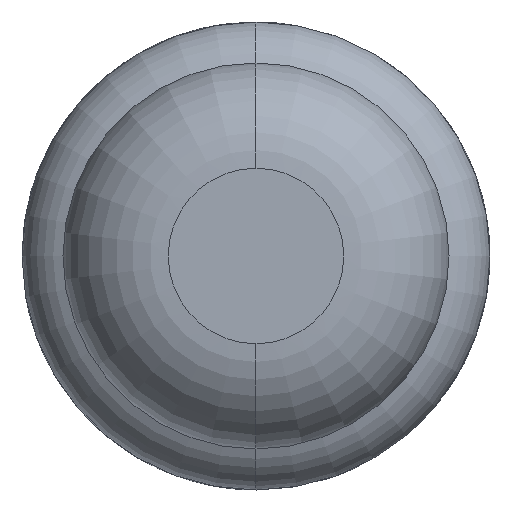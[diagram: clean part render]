
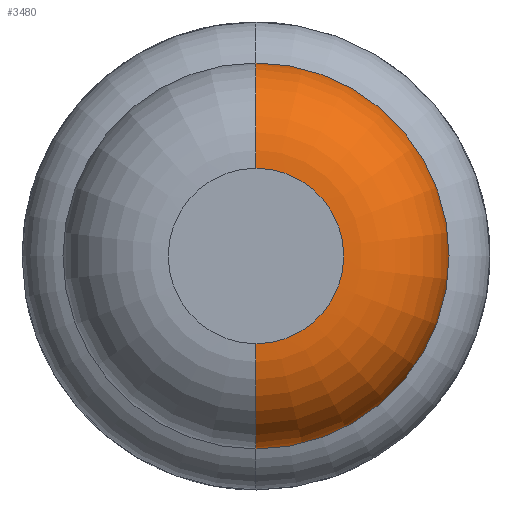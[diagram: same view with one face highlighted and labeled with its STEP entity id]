
A CAD part, front view. The second image highlights one B-rep face of the part: STEP entity #3480.
In plain terms, the highlighted toroidal (fillet/blend) face has major radius 0.375 mm and minor radius 0.45 mm.
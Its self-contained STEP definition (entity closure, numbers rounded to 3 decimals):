
#45 = EDGE_CURVE ( 'Defeature ausgef�hrt1_3+Defeature ausgef�hrt1_2+Defeature ausgef�hrt1_2+Defeature ausgef�hrt1_2', #2704, #1910, #3472, .T. ) ;
#169 = TOROIDAL_SURFACE ( 'NONE', #2327, 0.375, 0.45 ) ;
#233 = CARTESIAN_POINT ( 'NONE',  ( 0., -23.55, 0. ) ) ;
#479 = ORIENTED_EDGE ( 'NONE', *, *, #3666, .T. ) ;
#590 = CARTESIAN_POINT ( 'NONE',  ( 0., -23.55, 0. ) ) ;
#610 = ORIENTED_EDGE ( 'NONE', *, *, #1254, .F. ) ;
#723 = CARTESIAN_POINT ( 'NONE',  ( 0., -23.55, 0.825 ) ) ;
#1117 = CARTESIAN_POINT ( 'NONE',  ( 0., -24., 0.375 ) ) ;
#1249 = DIRECTION ( 'NONE',  ( -1., 0., 0. ) ) ;
#1254 = EDGE_CURVE ( 'NONE', #1945, #2704, #1969, .T. ) ;
#1295 = DIRECTION ( 'NONE',  ( 0., 0., 1. ) ) ;
#1445 = AXIS2_PLACEMENT_3D ( 'NONE', #4166, #3210, #1554 ) ;
#1450 = CARTESIAN_POINT ( 'NONE',  ( 0., -23.55, 0.375 ) ) ;
#1554 = DIRECTION ( 'NONE',  ( 0., 0., -1. ) ) ;
#1580 = DIRECTION ( 'NONE',  ( 0., 0., 1. ) ) ;
#1641 = CARTESIAN_POINT ( 'NONE',  ( 0., -24., -0.375 ) ) ;
#1833 = ORIENTED_EDGE ( 'NONE', *, *, #3939, .T. ) ;
#1844 = CIRCLE ( 'NONE', #1445, 0.45 ) ;
#1910 = VERTEX_POINT ( 'NONE', #2379 ) ;
#1945 = VERTEX_POINT ( 'NONE', #1117 ) ;
#1969 = CIRCLE ( 'NONE', #3453, 0.45 ) ;
#2219 = DIRECTION ( 'NONE',  ( 0., 1., 0. ) ) ;
#2327 = AXIS2_PLACEMENT_3D ( 'NONE', #590, #2900, #1580 ) ;
#2379 = CARTESIAN_POINT ( 'NONE',  ( 0., -23.55, -0.825 ) ) ;
#2456 = FACE_OUTER_BOUND ( 'NONE', #3652, .T. ) ;
#2532 = AXIS2_PLACEMENT_3D ( 'NONE', #233, #2219, #4220 ) ;
#2608 = DIRECTION ( 'NONE',  ( 0., 1., 0. ) ) ;
#2704 = VERTEX_POINT ( 'NONE', #723 ) ;
#2900 = DIRECTION ( 'NONE',  ( 0., 1., 0. ) ) ;
#3074 = VERTEX_POINT ( 'NONE', #1641 ) ;
#3210 = DIRECTION ( 'NONE',  ( 1., 0., 0. ) ) ;
#3453 = AXIS2_PLACEMENT_3D ( 'NONE', #1450, #1249, #3854 ) ;
#3472 = CIRCLE ( 'NONE', #2532, 0.825 ) ;
#3480 = ADVANCED_FACE ( 'Defeature ausgef�hrt1_2', ( #2456 ), #169, .T. ) ;
#3652 = EDGE_LOOP ( 'NONE', ( #479, #1833, #4329, #610 ) ) ;
#3666 = EDGE_CURVE ( 'Defeature ausgef�hrt1_2+Defeature ausgef�hrt1_1+Defeature ausgef�hrt1_1+Defeature ausgef�hrt1_1', #1945, #3074, #3977, .T. ) ;
#3854 = DIRECTION ( 'NONE',  ( 0., 0., 1. ) ) ;
#3895 = CARTESIAN_POINT ( 'NONE',  ( 0., -24., 0. ) ) ;
#3939 = EDGE_CURVE ( 'NONE', #3074, #1910, #1844, .T. ) ;
#3977 = CIRCLE ( 'NONE', #4211, 0.375 ) ;
#4166 = CARTESIAN_POINT ( 'NONE',  ( 0., -23.55, -0.375 ) ) ;
#4211 = AXIS2_PLACEMENT_3D ( 'NONE', #3895, #2608, #1295 ) ;
#4220 = DIRECTION ( 'NONE',  ( 0., 0., 1. ) ) ;
#4329 = ORIENTED_EDGE ( 'NONE', *, *, #45, .F. ) ;
